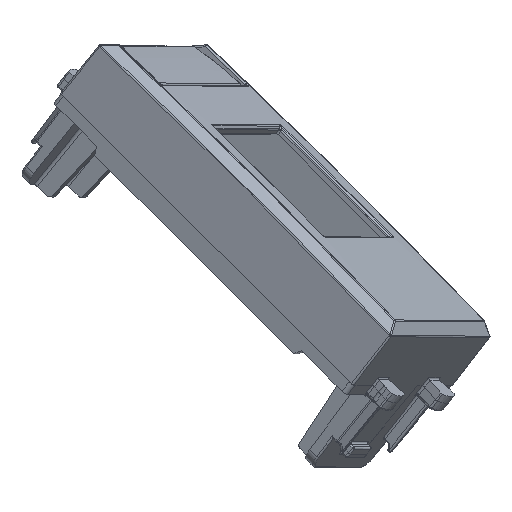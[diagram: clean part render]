
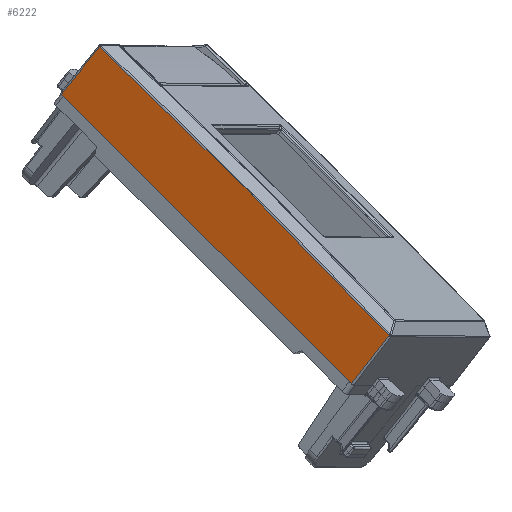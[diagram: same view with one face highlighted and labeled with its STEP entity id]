
A CAD part, isometric view. The second image highlights one B-rep face of the part: STEP entity #6222.
In plain terms, the highlighted face is planar.
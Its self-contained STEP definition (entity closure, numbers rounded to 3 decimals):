
#4360=CARTESIAN_POINT('Line Origine',(-22.22,11.145,4.726)) ;
#4364=CARTESIAN_POINT('Vertex',(-22.193,11.118,7.795)) ;
#4366=CARTESIAN_POINT('Vertex',(-22.25,11.175,1.275)) ;
#4404=CARTESIAN_POINT('Vertex',(-21.95,11.175,1.275)) ;
#4407=CARTESIAN_POINT('Line Origine',(-22.1,11.175,1.275)) ;
#6169=CARTESIAN_POINT('Axis2P3D Location',(0.,11.175,1.275)) ;
#6175=CARTESIAN_POINT('Control Point',(-22.193,11.118,7.795)) ;
#6176=CARTESIAN_POINT('Control Point',(-22.189,11.118,7.799)) ;
#6177=CARTESIAN_POINT('Vertex',(-22.189,11.118,7.799)) ;
#6181=CARTESIAN_POINT('Control Point',(22.189,11.118,7.799)) ;
#6182=CARTESIAN_POINT('Control Point',(7.4,11.115,8.19)) ;
#6183=CARTESIAN_POINT('Control Point',(-7.4,11.115,8.19)) ;
#6184=CARTESIAN_POINT('Control Point',(-22.189,11.118,7.799)) ;
#6185=CARTESIAN_POINT('Vertex',(22.189,11.118,7.799)) ;
#6189=CARTESIAN_POINT('Control Point',(22.193,11.118,7.795)) ;
#6190=CARTESIAN_POINT('Control Point',(22.189,11.118,7.799)) ;
#6191=CARTESIAN_POINT('Vertex',(22.193,11.118,7.795)) ;
#6195=CARTESIAN_POINT('Control Point',(22.25,11.175,1.275)) ;
#6196=CARTESIAN_POINT('Control Point',(22.193,11.118,7.795)) ;
#6197=CARTESIAN_POINT('Vertex',(22.25,11.175,1.275)) ;
#6200=CARTESIAN_POINT('Line Origine',(0.,11.175,1.275)) ;
#6204=CARTESIAN_POINT('Vertex',(21.95,11.175,1.275)) ;
#6207=CARTESIAN_POINT('Line Origine',(0.,11.175,1.275)) ;
#4361=DIRECTION('Vector Direction',(0.009,-0.009,1.)) ;
#4408=DIRECTION('Vector Direction',(-1.,0.,0.)) ;
#6170=DIRECTION('Axis2P3D Direction',(0.,-1.,-0.009)) ;
#6171=DIRECTION('Axis2P3D XDirection',(-1.,0.,0.)) ;
#6201=DIRECTION('Vector Direction',(-1.,0.,0.)) ;
#6208=DIRECTION('Vector Direction',(-1.,0.,0.)) ;
#6172=AXIS2_PLACEMENT_3D('Plane Axis2P3D',#6169,#6170,#6171) ;
#6213=ORIENTED_EDGE('',*,*,#6179,.F.) ;
#6214=ORIENTED_EDGE('',*,*,#6187,.F.) ;
#6215=ORIENTED_EDGE('',*,*,#6193,.F.) ;
#6216=ORIENTED_EDGE('',*,*,#6199,.F.) ;
#6217=ORIENTED_EDGE('',*,*,#6206,.F.) ;
#6218=ORIENTED_EDGE('',*,*,#6211,.F.) ;
#6219=ORIENTED_EDGE('',*,*,#4411,.F.) ;
#6220=ORIENTED_EDGE('',*,*,#4368,.F.) ;
#4362=VECTOR('Line Direction',#4361,1.) ;
#4409=VECTOR('Line Direction',#4408,1.) ;
#6202=VECTOR('Line Direction',#6201,1.) ;
#6209=VECTOR('Line Direction',#6208,1.) ;
#6222=ADVANCED_FACE('PartBody',(#6221),#6173,.F.) ;
#6174=B_SPLINE_CURVE_WITH_KNOTS('',1,(#6175,#6176),.UNSPECIFIED.,.F.,.U.,(2,2),(4.38,4.385),.UNSPECIFIED.) ;
#6180=B_SPLINE_CURVE_WITH_KNOTS('',3,(#6181,#6182,#6183,#6184),.UNSPECIFIED.,.F.,.U.,(4,4),(-1339.995,-1295.611),.UNSPECIFIED.) ;
#6188=B_SPLINE_CURVE_WITH_KNOTS('',1,(#6189,#6190),.UNSPECIFIED.,.F.,.U.,(2,2),(4.38,4.385),.UNSPECIFIED.) ;
#6194=B_SPLINE_CURVE_WITH_KNOTS('',1,(#6195,#6196),.UNSPECIFIED.,.F.,.U.,(2,2),(-3.45,3.07),.UNSPECIFIED.) ;
#4368=EDGE_CURVE('',#4365,#4367,#4363,.F.) ;
#4411=EDGE_CURVE('',#4367,#4405,#4410,.F.) ;
#6179=EDGE_CURVE('',#6178,#4365,#6174,.F.) ;
#6187=EDGE_CURVE('',#6186,#6178,#6180,.T.) ;
#6193=EDGE_CURVE('',#6192,#6186,#6188,.T.) ;
#6199=EDGE_CURVE('',#6198,#6192,#6194,.T.) ;
#6206=EDGE_CURVE('',#6205,#6198,#6203,.F.) ;
#6211=EDGE_CURVE('',#4405,#6205,#6210,.F.) ;
#6212=EDGE_LOOP('',(#6213,#6214,#6215,#6216,#6217,#6218,#6219,#6220)) ;
#6221=FACE_OUTER_BOUND('',#6212,.T.) ;
#4363=LINE('Line',#4360,#4362) ;
#4410=LINE('Line',#4407,#4409) ;
#6203=LINE('Line',#6200,#6202) ;
#6210=LINE('Line',#6207,#6209) ;
#6173=PLANE('',#6172) ;
#4365=VERTEX_POINT('',#4364) ;
#4367=VERTEX_POINT('',#4366) ;
#4405=VERTEX_POINT('',#4404) ;
#6178=VERTEX_POINT('',#6177) ;
#6186=VERTEX_POINT('',#6185) ;
#6192=VERTEX_POINT('',#6191) ;
#6198=VERTEX_POINT('',#6197) ;
#6205=VERTEX_POINT('',#6204) ;
